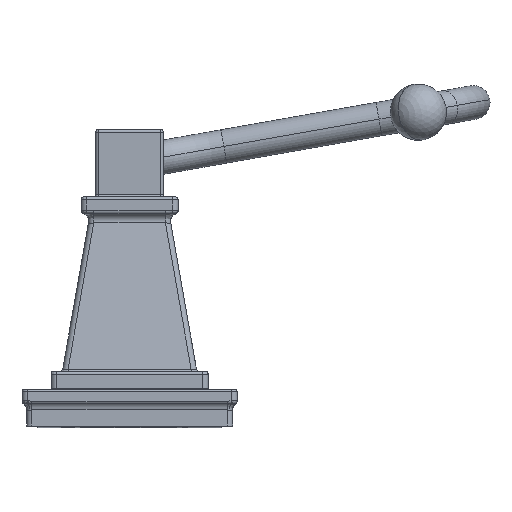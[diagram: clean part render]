
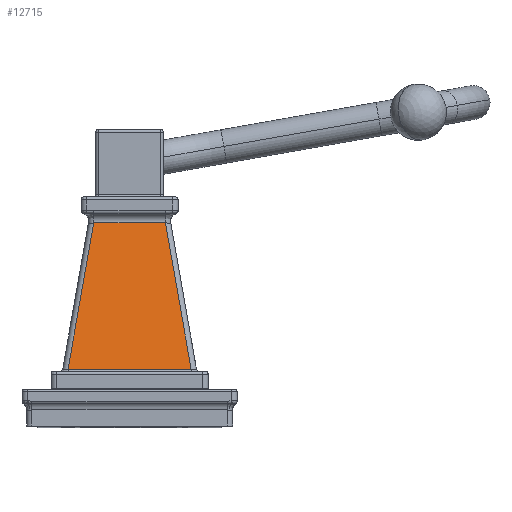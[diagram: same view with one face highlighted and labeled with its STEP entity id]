
A CAD part, left-side view. The second image highlights one B-rep face of the part: STEP entity #12715.
In plain terms, the highlighted face is planar.
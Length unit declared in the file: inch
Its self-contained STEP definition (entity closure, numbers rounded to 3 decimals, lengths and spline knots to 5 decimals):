
#7717=DIRECTION('',(0.,0.,-1.));
#7718=VECTOR('',#7717,1.36796);
#7719=CARTESIAN_POINT('',(0.74307,0.21229,
0.68398));
#7720=LINE('',#7719,#7718);
#7721=DIRECTION('',(-0.171,0.97,-0.171));
#7722=VECTOR('',#7721,1.67597);
#7723=CARTESIAN_POINT('',(0.74307,0.21229,
0.68398));
#7724=LINE('',#7723,#7722);
#7725=DIRECTION('',(0.,0.,-1.));
#7726=VECTOR('',#7725,0.79448);
#7727=CARTESIAN_POINT('',(0.45633,1.83846,
0.39724));
#7728=LINE('',#7727,#7726);
#7729=DIRECTION('',(-0.171,0.97,0.171));
#7730=VECTOR('',#7729,1.67597);
#7731=CARTESIAN_POINT('',(0.74307,0.21229,
-0.68398));
#7732=LINE('',#7731,#7730);
#11743=CARTESIAN_POINT('',(0.45633,1.83846,
0.39724));
#11744=CARTESIAN_POINT('',(0.45633,1.83846,
-0.39724));
#11745=VERTEX_POINT('',#11743);
#11746=VERTEX_POINT('',#11744);
#11783=CARTESIAN_POINT('',(0.74307,0.21229,
0.68398));
#11784=CARTESIAN_POINT('',(0.74307,0.21229,
-0.68398));
#11785=VERTEX_POINT('',#11783);
#11786=VERTEX_POINT('',#11784);
#12702=CARTESIAN_POINT('',(0.7805,0.,0.7805));
#12703=DIRECTION('',(0.985,0.174,0.));
#12704=DIRECTION('',(0.,0.,-1.));
#12705=AXIS2_PLACEMENT_3D('',#12702,#12703,#12704);
#12706=PLANE('',#12705);
#12707=ORIENTED_EDGE('',*,*,#12446,.F.);
#12709=ORIENTED_EDGE('',*,*,#12708,.T.);
#12711=ORIENTED_EDGE('',*,*,#12710,.T.);
#12712=ORIENTED_EDGE('',*,*,#12694,.F.);
#12713=EDGE_LOOP('',(#12707,#12709,#12711,#12712));
#12714=FACE_OUTER_BOUND('',#12713,.F.);
#12715=ADVANCED_FACE('',(#12714),#12706,.T.);
#12446=EDGE_CURVE('',#11785,#11786,#7720,.T.);
#12694=EDGE_CURVE('',#11786,#11746,#7732,.T.);
#12708=EDGE_CURVE('',#11785,#11745,#7724,.T.);
#12710=EDGE_CURVE('',#11745,#11746,#7728,.T.);
